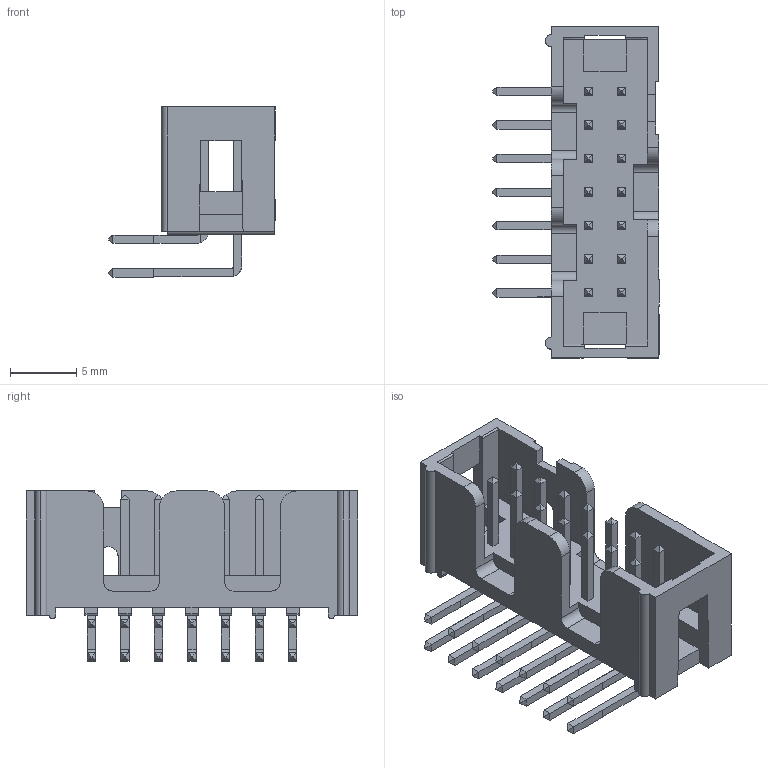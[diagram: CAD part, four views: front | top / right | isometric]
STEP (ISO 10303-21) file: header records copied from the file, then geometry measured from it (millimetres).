
FILE_DESCRIPTION(/* description */ (''),/* implementation_level */ '2;1');
FILE_NAME(/* name */ '2514-5002',/* time_stamp */ '2006-01-10T08:42:45-06:00',/* author */ (''),/* organization */ (''),/* preprocessor_version */ 'ST-DEVELOPER v9',/* originating_system */ 'UGS - NX 3.0',/* authorisation */ '');
FILE_SCHEMA (('CONFIG_CONTROL_DESIGN'));
Length unit declared in the file: inch
Products named in the file (1): a0p756E6vqc9
Bounding box: 12.62 x 25.1 x 12.87 mm (x, y, z)
Volume: 786.8 mm3; surface area: 1870.4 mm2
Topology: 1 solids, 1 shells, 523 faces, 1397 edges, 900 vertices
Faces by surface type: plane 457, cylinder 62, extrusion 4
Entity records: 17462 total; most frequent: CARTESIAN_POINT 7158, ORIENTED_EDGE 2794, B_SPLINE_CURVE_WITH_KNOTS 1401, EDGE_CURVE 1397, DIRECTION 1044, VERTEX_POINT 900, EDGE_LOOP 553, ADVANCED_FACE 523
